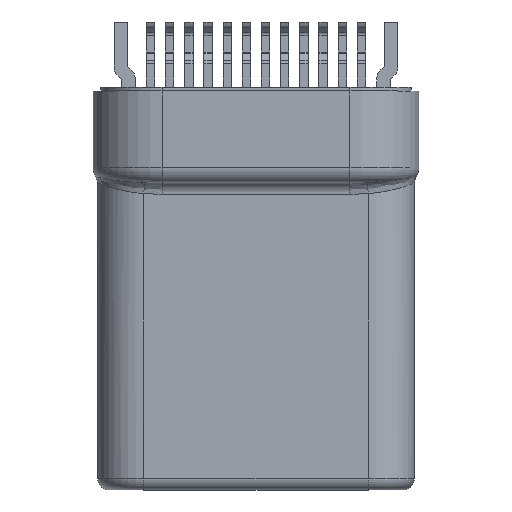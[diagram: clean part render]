
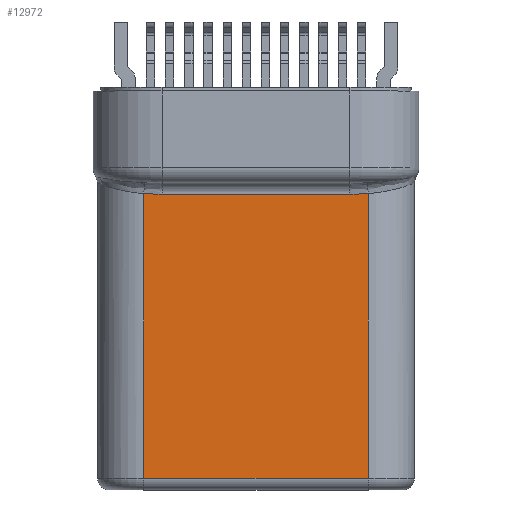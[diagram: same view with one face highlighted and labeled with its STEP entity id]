
A CAD part, top view. The second image highlights one B-rep face of the part: STEP entity #12972.
In plain terms, the highlighted planar face has unit normal (0, 0, 1).
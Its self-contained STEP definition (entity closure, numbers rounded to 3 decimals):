
#30=B_SPLINE_CURVE_WITH_KNOTS('',3,(#20563,#20564,#20565,#20566,#20567,
#20568,#20569,#20570,#20571,#20572,#20573,#20574,#20575,#20576,#20577,#20578,
#20579,#20580,#20581,#20582,#20583,#20584,#20585,#20586,#20587),
 .UNSPECIFIED.,.F.,.F.,(4,3,3,3,3,3,3,3,4),(0.,0.143,0.2,0.376,
0.4,0.6,0.8,0.841,1.),.UNSPECIFIED.);
#32=B_SPLINE_CURVE_WITH_KNOTS('',3,(#20707,#20708,#20709,#20710,#20711,
#20712,#20713,#20714,#20715,#20716,#20717,#20718,#20719,#20720,#20721,#20722),
 .UNSPECIFIED.,.F.,.F.,(4,3,3,3,3,4),(0.,0.2,0.4,0.6,0.8,1.),
 .UNSPECIFIED.);
#1065=FACE_OUTER_BOUND('',#1751,.T.);
#1751=EDGE_LOOP('',(#10006,#10007,#10008,#10009,#10010,#10011));
#2909=LINE('',#20527,#4301);
#2911=LINE('',#20691,#4303);
#2912=LINE('',#20701,#4304);
#2914=LINE('',#20723,#4306);
#4301=VECTOR('',#16578,1.);
#4303=VECTOR('',#16588,1.);
#4304=VECTOR('',#16601,1.);
#4306=VECTOR('',#16607,1.);
#5629=VERTEX_POINT('',#20525);
#5630=VERTEX_POINT('',#20526);
#5631=VERTEX_POINT('',#20562);
#5633=VERTEX_POINT('',#20690);
#5636=VERTEX_POINT('',#20700);
#5638=VERTEX_POINT('',#20706);
#7176=EDGE_CURVE('',#5629,#5630,#2909,.T.);
#7179=EDGE_CURVE('',#5630,#5631,#30,.T.);
#7183=EDGE_CURVE('',#5631,#5633,#2911,.T.);
#7188=EDGE_CURVE('',#5633,#5636,#2912,.T.);
#7191=EDGE_CURVE('',#5638,#5629,#32,.T.);
#7192=EDGE_CURVE('',#5636,#5638,#2914,.T.);
#10006=ORIENTED_EDGE('',*,*,#7183,.F.);
#10007=ORIENTED_EDGE('',*,*,#7179,.F.);
#10008=ORIENTED_EDGE('',*,*,#7176,.F.);
#10009=ORIENTED_EDGE('',*,*,#7191,.F.);
#10010=ORIENTED_EDGE('',*,*,#7192,.F.);
#10011=ORIENTED_EDGE('',*,*,#7188,.F.);
#11654=PLANE('',#13978);
#12972=ADVANCED_FACE('',(#1065),#11654,.T.);
#13978=AXIS2_PLACEMENT_3D('',#20705,#16605,#16606);
#16578=DIRECTION('',(1.,0.,0.));
#16588=DIRECTION('',(0.,-1.,0.));
#16601=DIRECTION('',(-1.,0.,0.));
#16605=DIRECTION('center_axis',(0.,0.,1.));
#16606=DIRECTION('ref_axis',(1.,0.,0.));
#16607=DIRECTION('',(0.,1.,0.));
#20525=CARTESIAN_POINT('',(-2.45,-4.03,0.8));
#20526=CARTESIAN_POINT('',(2.45,-4.03,0.8));
#20527=CARTESIAN_POINT('',(-2.45,-4.03,0.8));
#20562=CARTESIAN_POINT('',(2.925,-4.015,0.8));
#20563=CARTESIAN_POINT('Ctrl Pts',(2.45,-4.03,0.8));
#20564=CARTESIAN_POINT('Ctrl Pts',(2.472,-4.03,0.8));
#20565=CARTESIAN_POINT('Ctrl Pts',(2.493,-4.03,0.8));
#20566=CARTESIAN_POINT('Ctrl Pts',(2.516,-4.03,0.8));
#20567=CARTESIAN_POINT('Ctrl Pts',(2.524,-4.03,0.8));
#20568=CARTESIAN_POINT('Ctrl Pts',(2.533,-4.029,0.8));
#20569=CARTESIAN_POINT('Ctrl Pts',(2.542,-4.029,0.8));
#20570=CARTESIAN_POINT('Ctrl Pts',(2.57,-4.029,0.8));
#20571=CARTESIAN_POINT('Ctrl Pts',(2.598,-4.029,0.8));
#20572=CARTESIAN_POINT('Ctrl Pts',(2.627,-4.028,0.8));
#20573=CARTESIAN_POINT('Ctrl Pts',(2.63,-4.028,0.8));
#20574=CARTESIAN_POINT('Ctrl Pts',(2.634,-4.028,0.8));
#20575=CARTESIAN_POINT('Ctrl Pts',(2.638,-4.028,0.8));
#20576=CARTESIAN_POINT('Ctrl Pts',(2.671,-4.027,0.8));
#20577=CARTESIAN_POINT('Ctrl Pts',(2.703,-4.027,0.8));
#20578=CARTESIAN_POINT('Ctrl Pts',(2.736,-4.025,0.8));
#20579=CARTESIAN_POINT('Ctrl Pts',(2.768,-4.024,0.8));
#20580=CARTESIAN_POINT('Ctrl Pts',(2.8,-4.023,0.8));
#20581=CARTESIAN_POINT('Ctrl Pts',(2.832,-4.021,0.8));
#20582=CARTESIAN_POINT('Ctrl Pts',(2.838,-4.021,0.8));
#20583=CARTESIAN_POINT('Ctrl Pts',(2.845,-4.021,0.8));
#20584=CARTESIAN_POINT('Ctrl Pts',(2.851,-4.02,0.8));
#20585=CARTESIAN_POINT('Ctrl Pts',(2.876,-4.019,0.8));
#20586=CARTESIAN_POINT('Ctrl Pts',(2.901,-4.017,0.8));
#20587=CARTESIAN_POINT('Ctrl Pts',(2.925,-4.015,0.8));
#20690=CARTESIAN_POINT('',(2.925,-11.437,0.8));
#20691=CARTESIAN_POINT('',(2.925,-4.015,0.8));
#20700=CARTESIAN_POINT('',(-2.925,-11.437,0.8));
#20701=CARTESIAN_POINT('',(2.925,-11.437,0.8));
#20705=CARTESIAN_POINT('Origin',(4.125,-11.737,0.8));
#20706=CARTESIAN_POINT('',(-2.925,-4.015,0.8));
#20707=CARTESIAN_POINT('Ctrl Pts',(-2.925,-4.015,0.8));
#20708=CARTESIAN_POINT('Ctrl Pts',(-2.895,-4.018,0.8));
#20709=CARTESIAN_POINT('Ctrl Pts',(-2.864,-4.02,0.8));
#20710=CARTESIAN_POINT('Ctrl Pts',(-2.832,-4.021,0.8));
#20711=CARTESIAN_POINT('Ctrl Pts',(-2.801,-4.023,0.8));
#20712=CARTESIAN_POINT('Ctrl Pts',(-2.768,-4.024,0.8));
#20713=CARTESIAN_POINT('Ctrl Pts',(-2.736,-4.025,
0.8));
#20714=CARTESIAN_POINT('Ctrl Pts',(-2.703,-4.027,
0.8));
#20715=CARTESIAN_POINT('Ctrl Pts',(-2.671,-4.027,
0.8));
#20716=CARTESIAN_POINT('Ctrl Pts',(-2.638,-4.028,
0.8));
#20717=CARTESIAN_POINT('Ctrl Pts',(-2.606,-4.029,0.8));
#20718=CARTESIAN_POINT('Ctrl Pts',(-2.574,-4.029,0.8));
#20719=CARTESIAN_POINT('Ctrl Pts',(-2.542,-4.029,
0.8));
#20720=CARTESIAN_POINT('Ctrl Pts',(-2.511,-4.03,0.8));
#20721=CARTESIAN_POINT('Ctrl Pts',(-2.48,-4.03,0.8));
#20722=CARTESIAN_POINT('Ctrl Pts',(-2.45,-4.03,0.8));
#20723=CARTESIAN_POINT('',(-2.925,-11.437,0.8));
